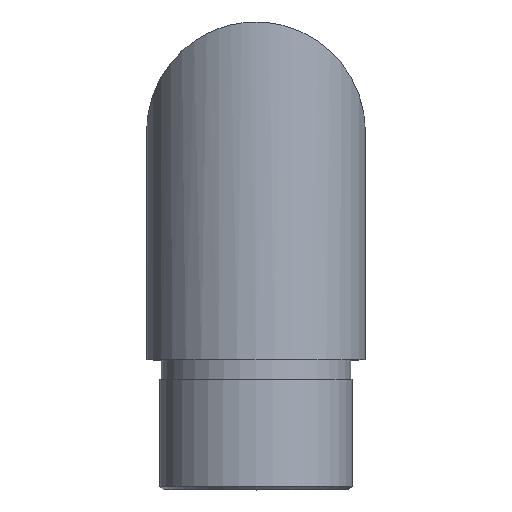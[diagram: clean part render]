
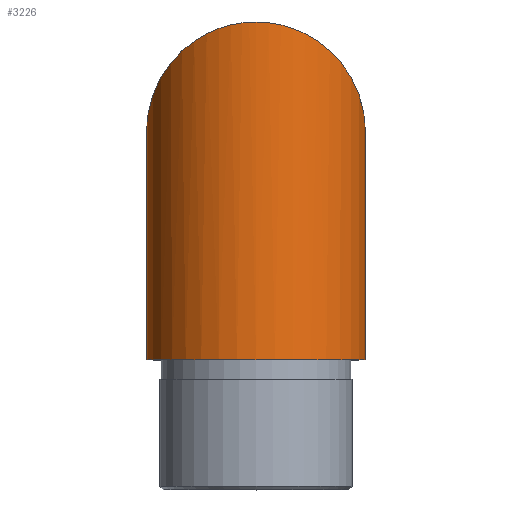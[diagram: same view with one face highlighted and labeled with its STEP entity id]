
A CAD part, top view. The second image highlights one B-rep face of the part: STEP entity #3226.
In plain terms, the highlighted cylindrical face has radius 16.85 mm (diameter 33.7 mm), a full revolution.
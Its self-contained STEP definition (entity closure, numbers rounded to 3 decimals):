
#106 = VERTEX_POINT ( 'NONE', #5992 ) ;
#327 = CARTESIAN_POINT ( 'NONE',  ( 33.7, 18.3, -16.85 ) ) ;
#450 = DIRECTION ( 'NONE',  ( 0., 1., 0. ) ) ;
#611 = EDGE_CURVE ( 'NONE', #106, #106, #11683, .T. ) ;
#1876 = ORIENTED_EDGE ( 'NONE', *, *, #611, .T. ) ;
#1949 = EDGE_LOOP ( 'NONE', ( #11009 ) ) ;
#2565 = FACE_OUTER_BOUND ( 'NONE', #5166, .T. ) ;
#3062 = CARTESIAN_POINT ( 'NONE',  ( 0., 52., 16.85 ) ) ;
#3226 = ADVANCED_FACE ( 'NONE', ( #2565, #10344 ), #3844, .T. ) ;
#3844 = CYLINDRICAL_SURFACE ( 'NONE', #6563, 16.85 ) ;
#4318 = DIRECTION ( 'NONE',  ( 0., 0., -1. ) ) ;
#5166 = EDGE_LOOP ( 'NONE', ( #1876 ) ) ;
#5850 = VERTEX_POINT ( 'NONE', #10765 ) ;
#5934 = CARTESIAN_POINT ( 'NONE',  ( 0., 0., 0. ) ) ;
#5992 = CARTESIAN_POINT ( 'NONE',  ( 0., 0., 16.85 ) ) ;
#6007 = DIRECTION ( 'NONE',  ( 0., 0., 1. ) ) ;
#6527 = EDGE_CURVE ( 'NONE', #5850, #5850, #8375, .T. ) ;
#6547 = AXIS2_PLACEMENT_3D ( 'NONE', #5934, #450, #6007 ) ;
#6563 = AXIS2_PLACEMENT_3D ( 'NONE', #9834, #7052, #4318 ) ;
#6626 = CARTESIAN_POINT ( 'NONE',  ( -33.7, 18.3, -16.85 ) ) ;
#6754 = CARTESIAN_POINT ( 'NONE',  ( 0., 18.3, -16.85 ) ) ;
#7052 = DIRECTION ( 'NONE',  ( 0., -1., 0. ) ) ;
#7646 = CARTESIAN_POINT ( 'NONE',  ( -33.7, 52., 16.85 ) ) ;
#8375 =( BOUNDED_CURVE ( )  B_SPLINE_CURVE ( 3, ( #10429, #6626, #7646, #3062, #11351, #327, #6754 ),
 .UNSPECIFIED., .T., .T. ) 
 B_SPLINE_CURVE_WITH_KNOTS ( ( 4, 3, 4 ),
 ( 0., 3.142, 6.283 ),
 .UNSPECIFIED. ) 
 CURVE ( )  GEOMETRIC_REPRESENTATION_ITEM ( )  RATIONAL_B_SPLINE_CURVE ( ( 1., 0.333, 0.333, 1., 0.333, 0.333, 1. ) ) 
 REPRESENTATION_ITEM ( '' )  );
#9834 = CARTESIAN_POINT ( 'NONE',  ( 0., 82.809, 0. ) ) ;
#10344 = FACE_OUTER_BOUND ( 'NONE', #1949, .T. ) ;
#10429 = CARTESIAN_POINT ( 'NONE',  ( 0., 18.3, -16.85 ) ) ;
#10765 = CARTESIAN_POINT ( 'NONE',  ( 0., 18.3, -16.85 ) ) ;
#11009 = ORIENTED_EDGE ( 'NONE', *, *, #6527, .F. ) ;
#11351 = CARTESIAN_POINT ( 'NONE',  ( 33.7, 52., 16.85 ) ) ;
#11683 = CIRCLE ( 'NONE', #6547, 16.85 ) ;
